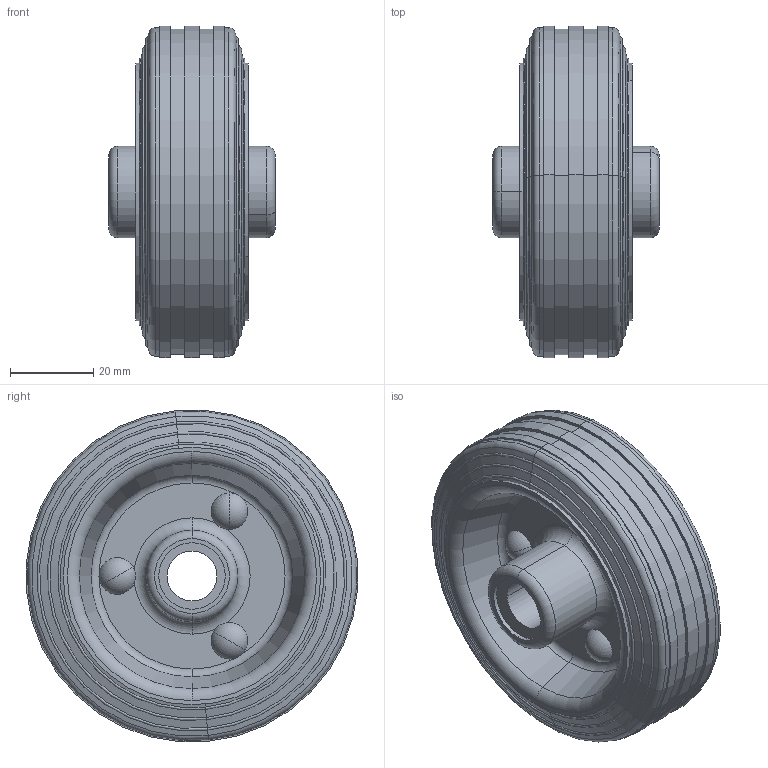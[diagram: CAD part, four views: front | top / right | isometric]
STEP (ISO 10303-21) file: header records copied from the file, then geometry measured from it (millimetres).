
FILE_DESCRIPTION (( 'STEP AP214' ), '1' );
FILE_NAME ('0013140WIC.step', '2023-12-11T11:05:30', ( '' ), ( '' ), 'SwSTEP 2.0', 'SolidWorks 2020', '' );
FILE_SCHEMA (( 'AUTOMOTIVE_DESIGN' ));
Length unit declared in the file: millimetre
Products named in the file (1): 0013140WIC
Bounding box: 40 x 79.78 x 79.78 mm (x, y, z)
Volume: 81851.7 mm3; surface area: 41762.3 mm2
Topology: 7 solids, 7 shells, 170 faces, 358 edges, 208 vertices
Faces by surface type: torus 64, cylinder 52, cone 28, plane 26
Entity records: 6530 total; most frequent: DIRECTION 954, CARTESIAN_POINT 725, ORIENTED_EDGE 692, AXIS2_PLACEMENT_3D 437, EDGE_CURVE 346, CIRCLE 266, VERTEX_POINT 208, EDGE_LOOP 208
